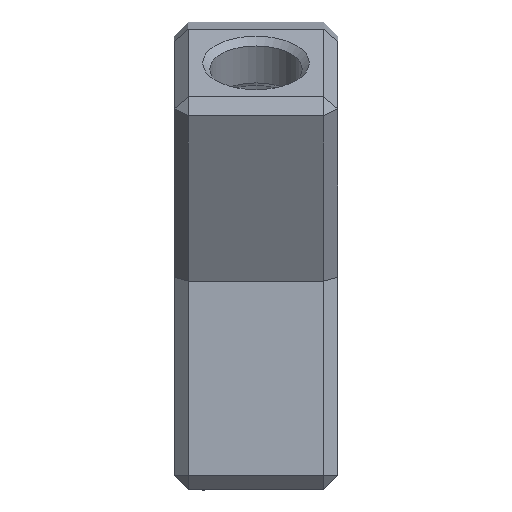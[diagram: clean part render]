
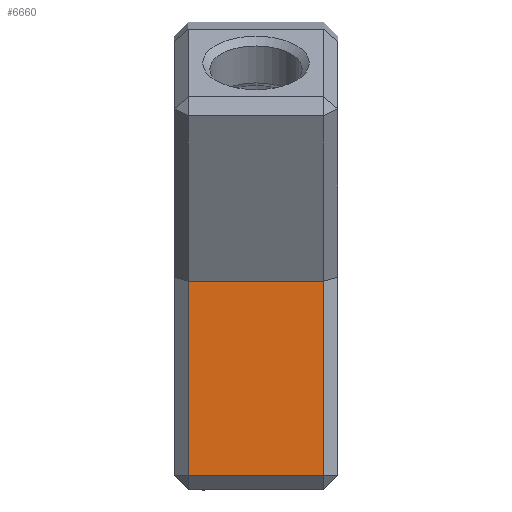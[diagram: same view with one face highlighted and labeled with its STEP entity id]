
A CAD part, left-side view. The second image highlights one B-rep face of the part: STEP entity #6660.
In plain terms, the highlighted planar face has unit normal (-1, 0, 0).
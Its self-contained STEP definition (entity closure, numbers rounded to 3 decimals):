
#3042 = PLANE('',#3043);
#3043 = AXIS2_PLACEMENT_3D('',#3044,#3045,#3046);
#3044 = CARTESIAN_POINT('',(-5.25,5.25,0.));
#3045 = DIRECTION('',(-0.707,0.707,0.));
#3046 = DIRECTION('',(0.,0.,1.));
#5443 = EDGE_CURVE('',#5444,#5446,#5448,.T.);
#5444 = VERTEX_POINT('',#5445);
#5445 = CARTESIAN_POINT('',(-5.75,4.75,1.));
#5446 = VERTEX_POINT('',#5447);
#5447 = CARTESIAN_POINT('',(-5.75,4.75,14.664));
#5448 = SURFACE_CURVE('',#5449,(#5453,#5460),.PCURVE_S1.);
#5449 = LINE('',#5450,#5451);
#5450 = CARTESIAN_POINT('',(-5.75,4.75,0.));
#5451 = VECTOR('',#5452,1.);
#5452 = DIRECTION('',(0.,0.,1.));
#5453 = PCURVE('',#3042,#5454);
#5454 = DEFINITIONAL_REPRESENTATION('',(#5455),#5459);
#5455 = LINE('',#5456,#5457);
#5456 = CARTESIAN_POINT('',(0.,-0.707));
#5457 = VECTOR('',#5458,1.);
#5458 = DIRECTION('',(1.,0.));
#5459 = ( GEOMETRIC_REPRESENTATION_CONTEXT(2) 
PARAMETRIC_REPRESENTATION_CONTEXT() REPRESENTATION_CONTEXT('2D SPACE',''
  ) );
#5460 = PCURVE('',#5461,#5466);
#5461 = PLANE('',#5462);
#5462 = AXIS2_PLACEMENT_3D('',#5463,#5464,#5465);
#5463 = CARTESIAN_POINT('',(-5.75,5.75,0.));
#5464 = DIRECTION('',(-1.,0.,0.));
#5465 = DIRECTION('',(0.,0.,1.));
#5466 = DEFINITIONAL_REPRESENTATION('',(#5467),#5471);
#5467 = LINE('',#5468,#5469);
#5468 = CARTESIAN_POINT('',(0.,-1.));
#5469 = VECTOR('',#5470,1.);
#5470 = DIRECTION('',(1.,0.));
#5471 = ( GEOMETRIC_REPRESENTATION_CONTEXT(2) 
PARAMETRIC_REPRESENTATION_CONTEXT() REPRESENTATION_CONTEXT('2D SPACE',''
  ) );
#5621 = PLANE('',#5622);
#5622 = AXIS2_PLACEMENT_3D('',#5623,#5624,#5625);
#5623 = CARTESIAN_POINT('',(-13.48,5.75,27.125));
#5624 = DIRECTION('',(0.85,0.,0.527));
#5625 = DIRECTION('',(0.527,0.,-0.85));
#6660 = ADVANCED_FACE('',(#6661),#5461,.T.);
#6661 = FACE_BOUND('',#6662,.T.);
#6662 = EDGE_LOOP('',(#6663,#6686,#6687,#6715));
#6663 = ORIENTED_EDGE('',*,*,#6664,.F.);
#6664 = EDGE_CURVE('',#5446,#6665,#6667,.T.);
#6665 = VERTEX_POINT('',#6666);
#6666 = CARTESIAN_POINT('',(-5.75,-4.75,14.664));
#6667 = SURFACE_CURVE('',#6668,(#6672,#6679),.PCURVE_S1.);
#6668 = LINE('',#6669,#6670);
#6669 = CARTESIAN_POINT('',(-5.75,5.75,14.664));
#6670 = VECTOR('',#6671,1.);
#6671 = DIRECTION('',(0.,-1.,0.));
#6672 = PCURVE('',#5461,#6673);
#6673 = DEFINITIONAL_REPRESENTATION('',(#6674),#6678);
#6674 = LINE('',#6675,#6676);
#6675 = CARTESIAN_POINT('',(14.664,0.));
#6676 = VECTOR('',#6677,1.);
#6677 = DIRECTION('',(0.,-1.));
#6678 = ( GEOMETRIC_REPRESENTATION_CONTEXT(2) 
PARAMETRIC_REPRESENTATION_CONTEXT() REPRESENTATION_CONTEXT('2D SPACE',''
  ) );
#6679 = PCURVE('',#5621,#6680);
#6680 = DEFINITIONAL_REPRESENTATION('',(#6681),#6685);
#6681 = LINE('',#6682,#6683);
#6682 = CARTESIAN_POINT('',(14.664,0.));
#6683 = VECTOR('',#6684,1.);
#6684 = DIRECTION('',(0.,-1.));
#6685 = ( GEOMETRIC_REPRESENTATION_CONTEXT(2) 
PARAMETRIC_REPRESENTATION_CONTEXT() REPRESENTATION_CONTEXT('2D SPACE',''
  ) );
#6686 = ORIENTED_EDGE('',*,*,#5443,.F.);
#6687 = ORIENTED_EDGE('',*,*,#6688,.T.);
#6688 = EDGE_CURVE('',#5444,#6689,#6691,.T.);
#6689 = VERTEX_POINT('',#6690);
#6690 = CARTESIAN_POINT('',(-5.75,-4.75,1.));
#6691 = SURFACE_CURVE('',#6692,(#6696,#6703),.PCURVE_S1.);
#6692 = LINE('',#6693,#6694);
#6693 = CARTESIAN_POINT('',(-5.75,5.75,1.));
#6694 = VECTOR('',#6695,1.);
#6695 = DIRECTION('',(0.,-1.,0.));
#6696 = PCURVE('',#5461,#6697);
#6697 = DEFINITIONAL_REPRESENTATION('',(#6698),#6702);
#6698 = LINE('',#6699,#6700);
#6699 = CARTESIAN_POINT('',(1.,0.));
#6700 = VECTOR('',#6701,1.);
#6701 = DIRECTION('',(0.,-1.));
#6702 = ( GEOMETRIC_REPRESENTATION_CONTEXT(2) 
PARAMETRIC_REPRESENTATION_CONTEXT() REPRESENTATION_CONTEXT('2D SPACE',''
  ) );
#6703 = PCURVE('',#6704,#6709);
#6704 = PLANE('',#6705);
#6705 = AXIS2_PLACEMENT_3D('',#6706,#6707,#6708);
#6706 = CARTESIAN_POINT('',(-5.25,5.75,0.5));
#6707 = DIRECTION('',(0.707,0.,0.707));
#6708 = DIRECTION('',(0.,-1.,0.));
#6709 = DEFINITIONAL_REPRESENTATION('',(#6710),#6714);
#6710 = LINE('',#6711,#6712);
#6711 = CARTESIAN_POINT('',(0.,-0.707));
#6712 = VECTOR('',#6713,1.);
#6713 = DIRECTION('',(1.,0.));
#6714 = ( GEOMETRIC_REPRESENTATION_CONTEXT(2) 
PARAMETRIC_REPRESENTATION_CONTEXT() REPRESENTATION_CONTEXT('2D SPACE',''
  ) );
#6715 = ORIENTED_EDGE('',*,*,#6716,.T.);
#6716 = EDGE_CURVE('',#6689,#6665,#6717,.T.);
#6717 = SURFACE_CURVE('',#6718,(#6722,#6729),.PCURVE_S1.);
#6718 = LINE('',#6719,#6720);
#6719 = CARTESIAN_POINT('',(-5.75,-4.75,0.));
#6720 = VECTOR('',#6721,1.);
#6721 = DIRECTION('',(0.,0.,1.));
#6722 = PCURVE('',#5461,#6723);
#6723 = DEFINITIONAL_REPRESENTATION('',(#6724),#6728);
#6724 = LINE('',#6725,#6726);
#6725 = CARTESIAN_POINT('',(0.,-10.5));
#6726 = VECTOR('',#6727,1.);
#6727 = DIRECTION('',(1.,0.));
#6728 = ( GEOMETRIC_REPRESENTATION_CONTEXT(2) 
PARAMETRIC_REPRESENTATION_CONTEXT() REPRESENTATION_CONTEXT('2D SPACE',''
  ) );
#6729 = PCURVE('',#6730,#6735);
#6730 = PLANE('',#6731);
#6731 = AXIS2_PLACEMENT_3D('',#6732,#6733,#6734);
#6732 = CARTESIAN_POINT('',(-5.25,-5.25,0.));
#6733 = DIRECTION('',(0.707,0.707,0.));
#6734 = DIRECTION('',(0.,0.,1.));
#6735 = DEFINITIONAL_REPRESENTATION('',(#6736),#6740);
#6736 = LINE('',#6737,#6738);
#6737 = CARTESIAN_POINT('',(0.,-0.707));
#6738 = VECTOR('',#6739,1.);
#6739 = DIRECTION('',(1.,0.));
#6740 = ( GEOMETRIC_REPRESENTATION_CONTEXT(2) 
PARAMETRIC_REPRESENTATION_CONTEXT() REPRESENTATION_CONTEXT('2D SPACE',''
  ) );
